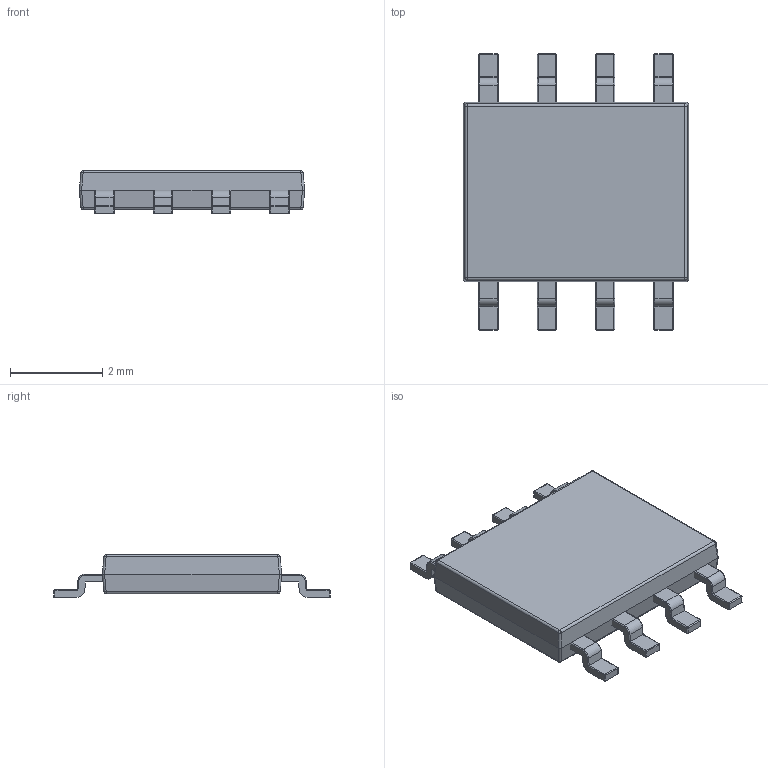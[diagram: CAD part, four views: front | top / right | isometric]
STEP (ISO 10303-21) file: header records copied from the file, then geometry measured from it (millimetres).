
FILE_DESCRIPTION(/* description */ (''),/* implementation_level */ '2;1');
FILE_NAME(/* name */ 'HTSOP-8.step',/* time_stamp */ '2021-09-12T18:59:17-07:00',/* author */ (''),/* organization */ (''),/* preprocessor_version */ 'ST-DEVELOPER v18.1',/* originating_system */ 'Autodesk Translation Framework v10.10.0.1391',/* authorisation */ '');
FILE_SCHEMA (('AUTOMOTIVE_DESIGN { 1 0 10303 214 3 1 1 }'));
Length unit declared in the file: millimetre
Products named in the file (1): HTSOP-8
Bounding box: 4.9 x 6 x 0.93 mm (x, y, z)
Volume: 17.8 mm3; surface area: 137.7 mm2
Topology: 7 solids, 7 shells, 215 faces, 502 edges, 280 vertices
Faces by surface type: cylinder 96, plane 79, sphere 24, torus 16
Entity records: 6123 total; most frequent: CARTESIAN_POINT 1216, DIRECTION 1088, ORIENTED_EDGE 960, EDGE_CURVE 480, AXIS2_PLACEMENT_3D 400, LINE 288, VECTOR 288, VERTEX_POINT 280
